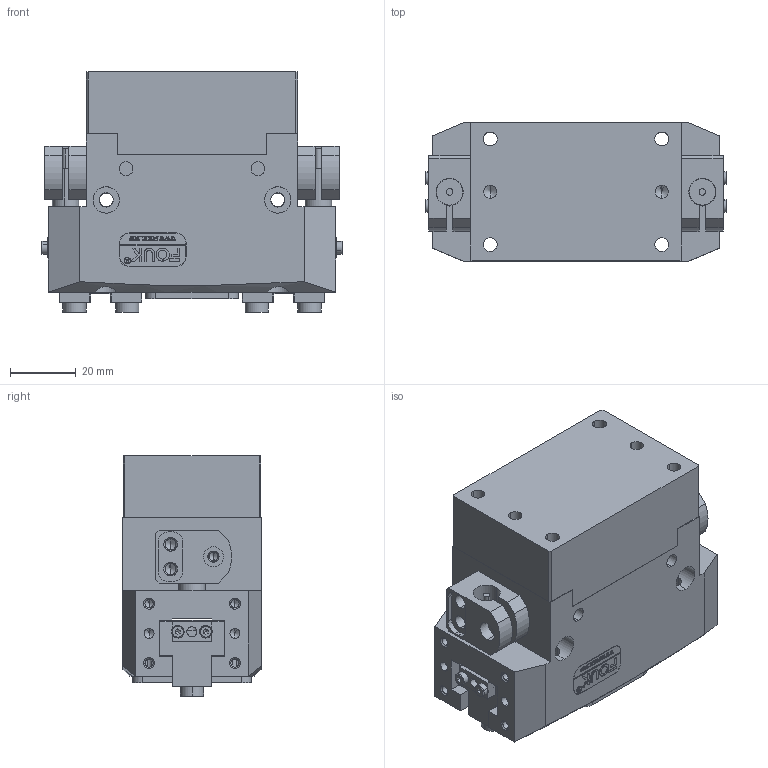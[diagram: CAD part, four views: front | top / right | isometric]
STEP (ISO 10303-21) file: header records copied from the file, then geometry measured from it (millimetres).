
FILE_DESCRIPTION (( 'STEP AP203' ), '1' );
FILE_NAME ('TR30-80-S-NO.STEP', '2024-11-19T01:32:19', ( 'USER-' ), ( 'Microsoft' ), 'SwSTEP 2.0', 'SolidWorks 2018', '' );
FILE_SCHEMA (( 'CONFIG_CONTROL_DESIGN' ));
Length unit declared in the file: millimetre
Products named in the file (16): 錨璃3^TR30-80-S; 揤輸蚾饜极; TR30-80 杅耀.sldasm-Part-4; TR30-80赻坶杅耀.sldasm-Part-13; TR30-80 杅耀.sldasm-Part-11; 揤輸杅耀.sldasm-Part-9; TR30-80-S-NO; 杶种; 20x10-R3; TR30-80-M-06 笢猾啣; TR30-80 杅耀.sldasm-Part-25; TR30-80 杅耀.sldasm-Part-18; 埴翐芛_GB_FASTENER_SCREWS_HSHCS M2X8-N; TR30-80 杅耀.sldasm-Part-19; TR30-80 杅耀.sldasm-Part-9; TR30-80-S
Assembly tree (20 placements, depth 4):
  錨璃3^TR30-80-S
  TR30-80-S-NO
    TR30-80-S
      TR30-80 杅耀.sldasm-Part-4
      TR30-80 杅耀.sldasm-Part-9  x2
      TR30-80 杅耀.sldasm-Part-11
      TR30-80 杅耀.sldasm-Part-18
      TR30-80 杅耀.sldasm-Part-19
      TR30-80 杅耀.sldasm-Part-25
      杶种  x4
      TR30-80-M-06 笢猾啣
      20x10-R3
      揤輸蚾饜极  x2
        揤輸杅耀.sldasm-Part-9
        埴翐芛_GB_FASTENER_SCREWS_HSHCS M2X8-N
    TR30-80赻坶杅耀.sldasm-Part-13
Bounding box: 91.5 x 42 x 72.8 mm (x, y, z)
Volume: 196653.5 mm3; surface area: 59451 mm2
Topology: 20 solids, 30 shells, 1224 faces, 3167 edges, 2008 vertices
Faces by surface type: plane 565, cylinder 322, cone 174, bspline 155, torus 8
Entity records: 39175 total; most frequent: CARTESIAN_POINT 12608, ORIENTED_EDGE 5308, DIRECTION 4742, EDGE_CURVE 2654, VERTEX_POINT 1729, LINE 1644, VECTOR 1644, AXIS2_PLACEMENT_3D 1549
